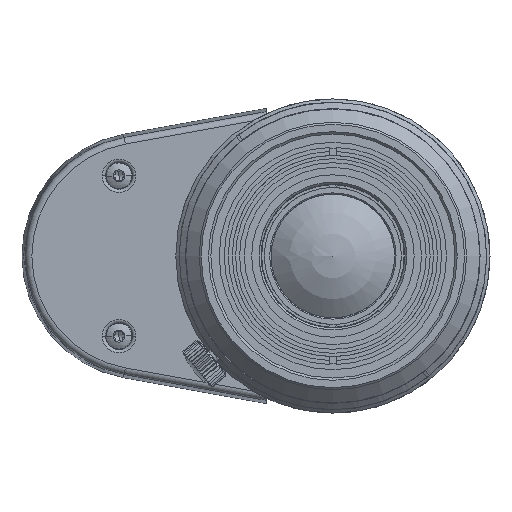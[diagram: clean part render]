
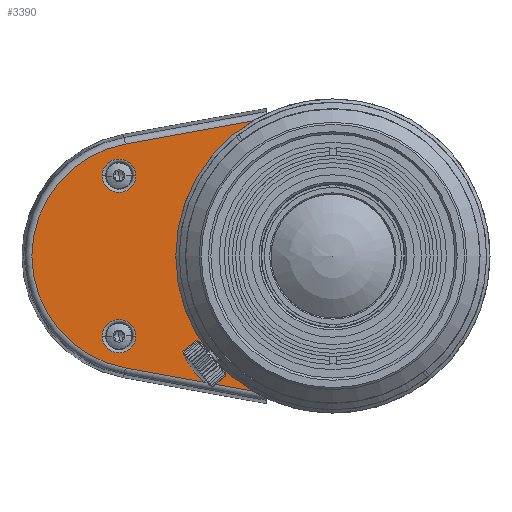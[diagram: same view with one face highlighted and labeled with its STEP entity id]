
A CAD part, left-side view. The second image highlights one B-rep face of the part: STEP entity #3390.
In plain terms, the highlighted planar face has unit normal (-1, 0, 0).
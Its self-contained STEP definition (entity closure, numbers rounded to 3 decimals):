
#595=PLANE('',#22605);
#1120=FACE_BOUND('',#6145,.T.);
#1121=FACE_BOUND('',#6146,.T.);
#1122=FACE_BOUND('',#6147,.T.);
#3390=ADVANCED_FACE('',(#1120,#1121,#1122),#595,.F.);
#6145=EDGE_LOOP('',(#13897,#13898));
#6146=EDGE_LOOP('',(#13899,#13900));
#6147=EDGE_LOOP('',(#13901,#13902,#13903,#13904,#13905));
#7340=LINE('',#39740,#8515);
#7341=LINE('',#39743,#8516);
#8515=VECTOR('',#27028,1.);
#8516=VECTOR('',#27031,1.);
#13897=ORIENTED_EDGE('',*,*,#19724,.T.);
#13898=ORIENTED_EDGE('',*,*,#19781,.T.);
#13899=ORIENTED_EDGE('',*,*,#19720,.T.);
#13900=ORIENTED_EDGE('',*,*,#19782,.T.);
#13901=ORIENTED_EDGE('',*,*,#19783,.T.);
#13902=ORIENTED_EDGE('',*,*,#19784,.T.);
#13903=ORIENTED_EDGE('',*,*,#19763,.F.);
#13904=ORIENTED_EDGE('',*,*,#19785,.F.);
#13905=ORIENTED_EDGE('',*,*,#19786,.T.);
#16814=VERTEX_POINT('',#39558);
#16815=VERTEX_POINT('',#39560);
#16818=VERTEX_POINT('',#39567);
#16819=VERTEX_POINT('',#39569);
#16849=VERTEX_POINT('',#39687);
#16850=VERTEX_POINT('',#39689);
#16865=VERTEX_POINT('',#39738);
#16866=VERTEX_POINT('',#39739);
#16867=VERTEX_POINT('',#39742);
#19720=EDGE_CURVE('',#16815,#16814,#20845,.T.);
#19724=EDGE_CURVE('',#16819,#16818,#20849,.T.);
#19763=EDGE_CURVE('',#16849,#16850,#20874,.T.);
#19781=EDGE_CURVE('',#16818,#16819,#20882,.T.);
#19782=EDGE_CURVE('',#16814,#16815,#20883,.T.);
#19783=EDGE_CURVE('',#16865,#16866,#20884,.T.);
#19784=EDGE_CURVE('',#16866,#16850,#7340,.T.);
#19785=EDGE_CURVE('',#16867,#16849,#20885,.T.);
#19786=EDGE_CURVE('',#16867,#16865,#7341,.T.);
#20845=CIRCLE('',#22547,2.5);
#20849=CIRCLE('',#22552,2.5);
#20874=CIRCLE('',#22588,23.5);
#20882=CIRCLE('',#22601,2.5);
#20883=CIRCLE('',#22602,2.5);
#20884=CIRCLE('',#22603,17.022);
#20885=CIRCLE('',#22604,23.5);
#22547=AXIS2_PLACEMENT_3D('',#39559,#26895,#26896);
#22552=AXIS2_PLACEMENT_3D('',#39568,#26905,#26906);
#22588=AXIS2_PLACEMENT_3D('',#39688,#26988,#26989);
#22601=AXIS2_PLACEMENT_3D('',#39735,#27022,#27023);
#22602=AXIS2_PLACEMENT_3D('',#39736,#27024,#27025);
#22603=AXIS2_PLACEMENT_3D('',#39737,#27026,#27027);
#22604=AXIS2_PLACEMENT_3D('',#39741,#27029,#27030);
#22605=AXIS2_PLACEMENT_3D('',#39744,#27032,#27033);
#26895=DIRECTION('',(1.,0.,0.));
#26896=DIRECTION('',(0.,-1.,0.));
#26905=DIRECTION('',(1.,0.,0.));
#26906=DIRECTION('',(0.,-1.,0.));
#26988=DIRECTION('',(-1.,0.,0.));
#26989=DIRECTION('',(0.,-1.,0.));
#27022=DIRECTION('',(1.,0.,0.));
#27023=DIRECTION('',(0.,-1.,0.));
#27024=DIRECTION('',(1.,0.,0.));
#27025=DIRECTION('',(0.,-1.,0.));
#27026=DIRECTION('',(-1.,0.,0.));
#27027=DIRECTION('',(0.,-1.,0.));
#27028=DIRECTION('',(0.,-0.984,-0.179));
#27029=DIRECTION('',(-1.,0.,0.));
#27030=DIRECTION('',(0.,-1.,0.));
#27031=DIRECTION('',(0.,0.984,-0.179));
#27032=DIRECTION('',(1.,0.,0.));
#27033=DIRECTION('',(0.,1.,0.));
#39558=CARTESIAN_POINT('',(-42.809,34.5,-12.));
#39559=CARTESIAN_POINT('',(-42.809,32.,-12.));
#39560=CARTESIAN_POINT('',(-42.809,29.5,-12.));
#39567=CARTESIAN_POINT('',(-42.809,34.5,12.));
#39568=CARTESIAN_POINT('',(-42.809,32.,12.));
#39569=CARTESIAN_POINT('',(-42.809,29.5,12.));
#39687=CARTESIAN_POINT('',(-42.809,23.5,0.));
#39688=CARTESIAN_POINT('',(-42.809,0.,0.));
#39689=CARTESIAN_POINT('',(-42.809,12.004,-20.203));
#39735=CARTESIAN_POINT('',(-42.809,32.,12.));
#39736=CARTESIAN_POINT('',(-42.809,32.,-12.));
#39737=CARTESIAN_POINT('',(-42.809,28.,0.));
#39738=CARTESIAN_POINT('',(-42.809,31.04,16.748));
#39739=CARTESIAN_POINT('',(-42.809,31.04,-16.748));
#39740=CARTESIAN_POINT('',(-42.809,31.04,-16.748));
#39741=CARTESIAN_POINT('',(-42.809,0.,0.));
#39742=CARTESIAN_POINT('',(-42.809,12.004,20.203));
#39743=CARTESIAN_POINT('',(-42.809,31.04,16.748));
#39744=CARTESIAN_POINT('',(-42.809,28.,0.));
